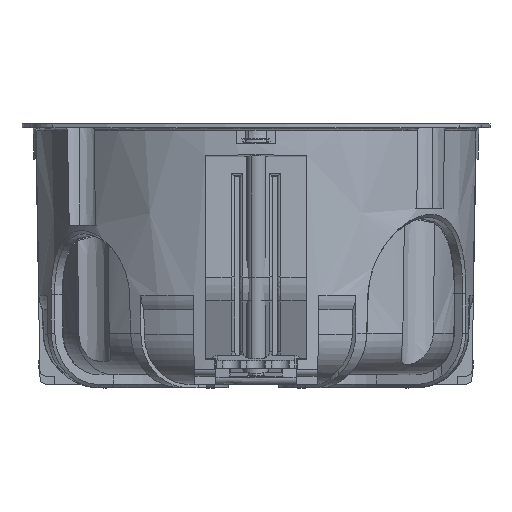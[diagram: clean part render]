
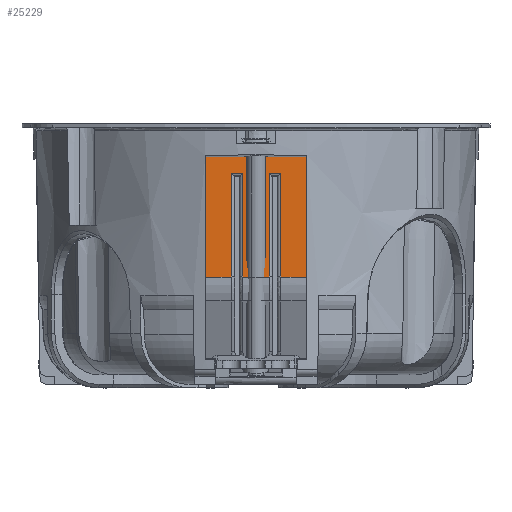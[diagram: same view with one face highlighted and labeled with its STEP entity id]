
A CAD part, front view. The second image highlights one B-rep face of the part: STEP entity #25229.
In plain terms, the highlighted planar face has unit normal (0, -1, -0.009).
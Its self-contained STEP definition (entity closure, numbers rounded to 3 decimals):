
#25134=AXIS2_PLACEMENT_3D('Plane Axis2P3D',#25131,#25132,#25133) ;
#24087=CARTESIAN_POINT('Line Origine',(-14.574,-36.501,-20.269)) ;
#24091=CARTESIAN_POINT('Vertex',(-14.574,-36.616,-7.009)) ;
#24093=CARTESIAN_POINT('Vertex',(-14.574,-36.477,-22.983)) ;
#24305=CARTESIAN_POINT('Line Origine',(-20.374,-36.501,-20.269)) ;
#24309=CARTESIAN_POINT('Vertex',(-20.374,-36.616,-7.009)) ;
#24311=CARTESIAN_POINT('Vertex',(-20.374,-36.477,-22.983)) ;
#25131=CARTESIAN_POINT('Axis2P3D Location',(-20.466,-36.678,0.)) ;
#25136=CARTESIAN_POINT('Line Origine',(-20.466,-36.616,-7.009)) ;
#25140=CARTESIAN_POINT('Vertex',(-12.783,-36.616,-7.009)) ;
#25143=CARTESIAN_POINT('Line Origine',(-12.783,-36.558,-13.742)) ;
#25147=CARTESIAN_POINT('Vertex',(-12.783,-36.477,-22.983)) ;
#25150=CARTESIAN_POINT('Line Origine',(-20.466,-36.477,-22.983)) ;
#25154=CARTESIAN_POINT('Vertex',(-8.803,-36.477,-22.983)) ;
#25157=CARTESIAN_POINT('Line Origine',(-8.803,-36.558,-13.742)) ;
#25161=CARTESIAN_POINT('Vertex',(-8.803,-36.487,-21.8)) ;
#25165=CARTESIAN_POINT('Control Point',(-8.803,-36.487,-21.8)) ;
#25166=CARTESIAN_POINT('Control Point',(-8.803,-36.638,-4.502)) ;
#25167=CARTESIAN_POINT('Vertex',(-8.803,-36.638,-4.502)) ;
#25170=CARTESIAN_POINT('Line Origine',(-20.466,-36.638,-4.502)) ;
#25174=CARTESIAN_POINT('Vertex',(-24.353,-36.638,-4.502)) ;
#25178=CARTESIAN_POINT('Control Point',(-24.353,-36.487,-21.8)) ;
#25179=CARTESIAN_POINT('Control Point',(-24.353,-36.638,-4.502)) ;
#25180=CARTESIAN_POINT('Vertex',(-24.353,-36.487,-21.8)) ;
#25183=CARTESIAN_POINT('Line Origine',(-24.353,-36.558,-13.742)) ;
#25187=CARTESIAN_POINT('Vertex',(-24.353,-36.477,-22.983)) ;
#25190=CARTESIAN_POINT('Line Origine',(-20.466,-36.477,-22.983)) ;
#25195=CARTESIAN_POINT('Line Origine',(-20.466,-36.616,-7.009)) ;
#25199=CARTESIAN_POINT('Vertex',(-18.583,-36.616,-7.009)) ;
#25203=CARTESIAN_POINT('Control Point',(-18.583,-36.477,-22.983)) ;
#25204=CARTESIAN_POINT('Control Point',(-18.583,-36.616,-7.009)) ;
#25205=CARTESIAN_POINT('Vertex',(-18.583,-36.477,-22.983)) ;
#25208=CARTESIAN_POINT('Line Origine',(-20.466,-36.477,-22.983)) ;
#24088=DIRECTION('Vector Direction',(0.,0.009,-1.)) ;
#24306=DIRECTION('Vector Direction',(0.,0.009,-1.)) ;
#25132=DIRECTION('Axis2P3D Direction',(0.,-1.,-0.009)) ;
#25133=DIRECTION('Axis2P3D XDirection',(-1.,0.,0.)) ;
#25137=DIRECTION('Vector Direction',(-1.,0.,0.)) ;
#25144=DIRECTION('Vector Direction',(0.,0.009,-1.)) ;
#25151=DIRECTION('Vector Direction',(-1.,0.,0.)) ;
#25158=DIRECTION('Vector Direction',(0.,0.009,-1.)) ;
#25171=DIRECTION('Vector Direction',(-1.,0.,0.)) ;
#25184=DIRECTION('Vector Direction',(0.,0.009,-1.)) ;
#25191=DIRECTION('Vector Direction',(-1.,0.,0.)) ;
#25196=DIRECTION('Vector Direction',(-1.,0.,0.)) ;
#25209=DIRECTION('Vector Direction',(-1.,0.,0.)) ;
#24089=VECTOR('Line Direction',#24088,1.) ;
#24307=VECTOR('Line Direction',#24306,1.) ;
#25138=VECTOR('Line Direction',#25137,1.) ;
#25145=VECTOR('Line Direction',#25144,1.) ;
#25152=VECTOR('Line Direction',#25151,1.) ;
#25159=VECTOR('Line Direction',#25158,1.) ;
#25172=VECTOR('Line Direction',#25171,1.) ;
#25185=VECTOR('Line Direction',#25184,1.) ;
#25192=VECTOR('Line Direction',#25191,1.) ;
#25197=VECTOR('Line Direction',#25196,1.) ;
#25210=VECTOR('Line Direction',#25209,1.) ;
#25214=ORIENTED_EDGE('',*,*,#24095,.F.) ;
#25215=ORIENTED_EDGE('',*,*,#25142,.F.) ;
#25216=ORIENTED_EDGE('',*,*,#25149,.F.) ;
#25217=ORIENTED_EDGE('',*,*,#25156,.F.) ;
#25218=ORIENTED_EDGE('',*,*,#25163,.F.) ;
#25219=ORIENTED_EDGE('',*,*,#25169,.F.) ;
#25220=ORIENTED_EDGE('',*,*,#25176,.T.) ;
#25221=ORIENTED_EDGE('',*,*,#25182,.F.) ;
#25222=ORIENTED_EDGE('',*,*,#25189,.F.) ;
#25223=ORIENTED_EDGE('',*,*,#25194,.F.) ;
#25224=ORIENTED_EDGE('',*,*,#24313,.F.) ;
#25225=ORIENTED_EDGE('',*,*,#25201,.F.) ;
#25226=ORIENTED_EDGE('',*,*,#25207,.F.) ;
#25227=ORIENTED_EDGE('',*,*,#25212,.F.) ;
#25229=ADVANCED_FACE('boite 2 postes p40\\Corps de boite',(#25228),#25135,.T.) ;
#25164=B_SPLINE_CURVE_WITH_KNOTS('',1,(#25165,#25166),.UNSPECIFIED.,.F.,.U.,(2,2),(1.812,19.11),.UNSPECIFIED.) ;
#25177=B_SPLINE_CURVE_WITH_KNOTS('',1,(#25178,#25179),.UNSPECIFIED.,.F.,.U.,(2,2),(-8.649,8.649),.UNSPECIFIED.) ;
#25202=B_SPLINE_CURVE_WITH_KNOTS('',1,(#25203,#25204),.UNSPECIFIED.,.F.,.U.,(2,2),(-2.714,13.261),.UNSPECIFIED.) ;
#24095=EDGE_CURVE('',#24092,#24094,#24090,.T.) ;
#24313=EDGE_CURVE('',#24310,#24312,#24308,.T.) ;
#25142=EDGE_CURVE('',#25141,#24092,#25139,.T.) ;
#25149=EDGE_CURVE('',#25148,#25141,#25146,.F.) ;
#25156=EDGE_CURVE('',#25155,#25148,#25153,.T.) ;
#25163=EDGE_CURVE('',#25162,#25155,#25160,.T.) ;
#25169=EDGE_CURVE('',#25168,#25162,#25164,.F.) ;
#25176=EDGE_CURVE('',#25168,#25175,#25173,.T.) ;
#25182=EDGE_CURVE('',#25181,#25175,#25177,.T.) ;
#25189=EDGE_CURVE('',#25188,#25181,#25186,.F.) ;
#25194=EDGE_CURVE('',#24312,#25188,#25193,.T.) ;
#25201=EDGE_CURVE('',#25200,#24310,#25198,.T.) ;
#25207=EDGE_CURVE('',#25206,#25200,#25202,.T.) ;
#25212=EDGE_CURVE('',#24094,#25206,#25211,.T.) ;
#25213=EDGE_LOOP('',(#25214,#25215,#25216,#25217,#25218,#25219,#25220,#25221,#25222,#25223,#25224,#25225,#25226,#25227)) ;
#25228=FACE_OUTER_BOUND('',#25213,.T.) ;
#24090=LINE('Line',#24087,#24089) ;
#24308=LINE('Line',#24305,#24307) ;
#25139=LINE('Line',#25136,#25138) ;
#25146=LINE('Line',#25143,#25145) ;
#25153=LINE('Line',#25150,#25152) ;
#25160=LINE('Line',#25157,#25159) ;
#25173=LINE('Line',#25170,#25172) ;
#25186=LINE('Line',#25183,#25185) ;
#25193=LINE('Line',#25190,#25192) ;
#25198=LINE('Line',#25195,#25197) ;
#25211=LINE('Line',#25208,#25210) ;
#25135=PLANE('',#25134) ;
#24092=VERTEX_POINT('',#24091) ;
#24094=VERTEX_POINT('',#24093) ;
#24310=VERTEX_POINT('',#24309) ;
#24312=VERTEX_POINT('',#24311) ;
#25141=VERTEX_POINT('',#25140) ;
#25148=VERTEX_POINT('',#25147) ;
#25155=VERTEX_POINT('',#25154) ;
#25162=VERTEX_POINT('',#25161) ;
#25168=VERTEX_POINT('',#25167) ;
#25175=VERTEX_POINT('',#25174) ;
#25181=VERTEX_POINT('',#25180) ;
#25188=VERTEX_POINT('',#25187) ;
#25200=VERTEX_POINT('',#25199) ;
#25206=VERTEX_POINT('',#25205) ;
